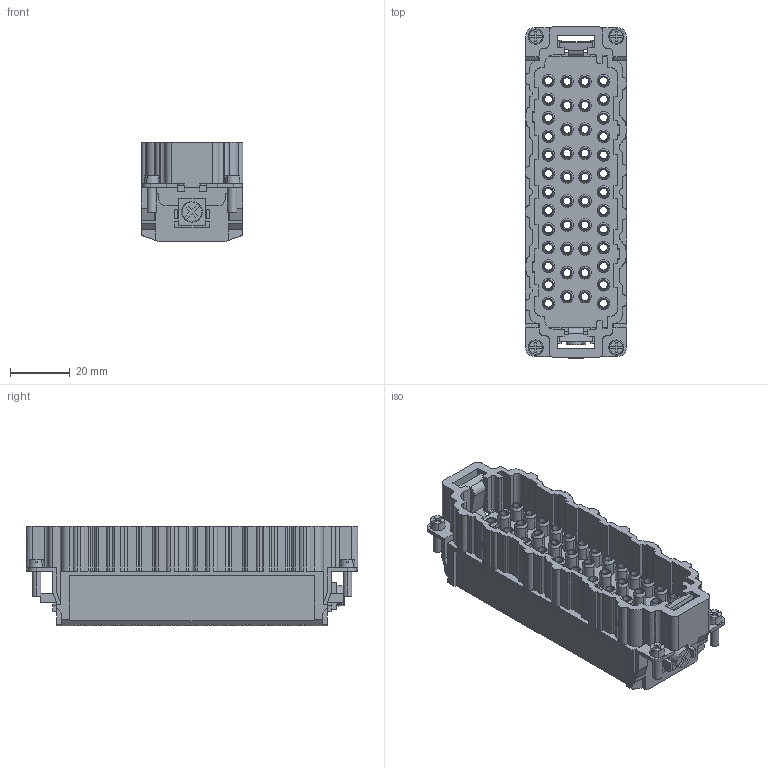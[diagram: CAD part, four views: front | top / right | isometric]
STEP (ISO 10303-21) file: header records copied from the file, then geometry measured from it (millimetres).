
FILE_DESCRIPTION(('Creo Elements/Direct Modeling STEP Export'),'2;1');
FILE_NAME('model.stp','2019-10-08T 0:51:20',(''),(''),'Creo Elements/Direct Modeling STEP processor for AP214 (Solid Model)','Creo Elements/Direct Modeling 20.1A 29-Sep-2018 (C) Parametric Technology GmbH','');
FILE_SCHEMA(('AUTOMOTIVE_DESIGN { 1 0 10303 214 1 1 1 1 }'));
Length unit declared in the file: millimetre
Products named in the file (2): HC_BB46_I_CT_M-select
Assembly tree (1 placements, depth 2):
  HC_BB46_I_CT_M-select
    HC_BB46_I_CT_M-select
Bounding box: 34 x 111 x 33.3 mm (x, y, z)
Volume: 48698.8 mm3; surface area: 41142.7 mm2
Topology: 1 solids, 1 shells, 1289 faces, 3784 edges, 2552 vertices
Faces by surface type: plane 709, cylinder 478, cone 102
Entity records: 51694 total; most frequent: CARTESIAN_POINT 8419, ORIENTED_EDGE 7568, DIRECTION 6217, EDGE_CURVE 3784, VERTEX_POINT 2552, VECTOR 2149, LINE 2149, AXIS2_PLACEMENT_3D 2034
